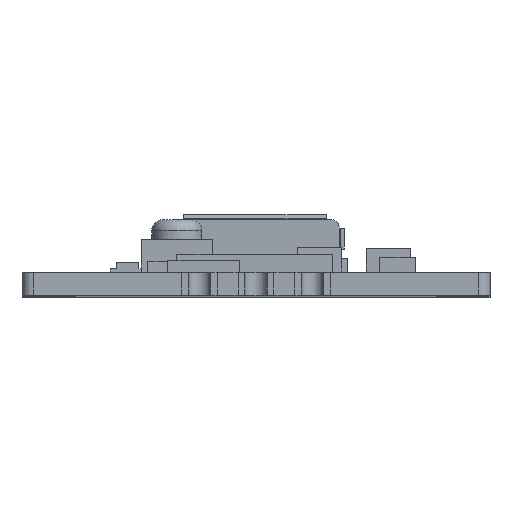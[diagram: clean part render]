
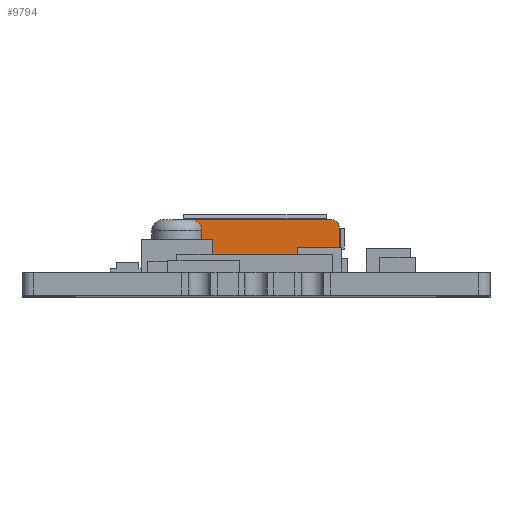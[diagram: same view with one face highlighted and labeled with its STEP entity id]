
A CAD part, top view. The second image highlights one B-rep face of the part: STEP entity #9794.
In plain terms, the highlighted face is planar.
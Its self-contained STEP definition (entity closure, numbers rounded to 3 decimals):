
#516=PLANE('',#10800);
#967=FACE_OUTER_BOUND('',#1540,.T.);
#1540=EDGE_LOOP('',(#8616,#8617,#8618,#8619,#8620,#8621,#8622,#8623,#8624,
#8625,#8626,#8627));
#2334=LINE('',#16349,#3279);
#2339=LINE('',#16363,#3284);
#2343=LINE('',#16375,#3288);
#2347=LINE('',#16387,#3292);
#2351=LINE('',#16399,#3296);
#2355=LINE('',#16411,#3300);
#3279=VECTOR('',#13047,1000.);
#3284=VECTOR('',#13060,1000.);
#3288=VECTOR('',#13072,1000.);
#3292=VECTOR('',#13084,1000.);
#3296=VECTOR('',#13096,1000.);
#3300=VECTOR('',#13108,1000.);
#3937=CIRCLE('',#10778,0.4);
#3939=CIRCLE('',#10782,0.4);
#3941=CIRCLE('',#10786,0.4);
#3943=CIRCLE('',#10790,0.4);
#3945=CIRCLE('',#10794,0.4);
#3947=CIRCLE('',#10798,0.4);
#4759=VERTEX_POINT('',#16347);
#4760=VERTEX_POINT('',#16348);
#4763=VERTEX_POINT('',#16356);
#4765=VERTEX_POINT('',#16362);
#4767=VERTEX_POINT('',#16368);
#4769=VERTEX_POINT('',#16374);
#4771=VERTEX_POINT('',#16380);
#4773=VERTEX_POINT('',#16386);
#4775=VERTEX_POINT('',#16392);
#4777=VERTEX_POINT('',#16398);
#4779=VERTEX_POINT('',#16404);
#4781=VERTEX_POINT('',#16410);
#6066=EDGE_CURVE('',#4759,#4760,#2334,.T.);
#6070=EDGE_CURVE('',#4763,#4759,#3937,.T.);
#6073=EDGE_CURVE('',#4765,#4763,#2339,.T.);
#6076=EDGE_CURVE('',#4767,#4765,#3939,.T.);
#6079=EDGE_CURVE('',#4769,#4767,#2343,.T.);
#6082=EDGE_CURVE('',#4771,#4769,#3941,.T.);
#6085=EDGE_CURVE('',#4773,#4771,#2347,.T.);
#6088=EDGE_CURVE('',#4775,#4773,#3943,.T.);
#6091=EDGE_CURVE('',#4777,#4775,#2351,.T.);
#6094=EDGE_CURVE('',#4779,#4777,#3945,.T.);
#6097=EDGE_CURVE('',#4781,#4779,#2355,.T.);
#6100=EDGE_CURVE('',#4760,#4781,#3947,.T.);
#8616=ORIENTED_EDGE('',*,*,#6100,.F.);
#8617=ORIENTED_EDGE('',*,*,#6066,.F.);
#8618=ORIENTED_EDGE('',*,*,#6070,.F.);
#8619=ORIENTED_EDGE('',*,*,#6073,.F.);
#8620=ORIENTED_EDGE('',*,*,#6076,.F.);
#8621=ORIENTED_EDGE('',*,*,#6079,.F.);
#8622=ORIENTED_EDGE('',*,*,#6082,.F.);
#8623=ORIENTED_EDGE('',*,*,#6085,.F.);
#8624=ORIENTED_EDGE('',*,*,#6088,.F.);
#8625=ORIENTED_EDGE('',*,*,#6091,.F.);
#8626=ORIENTED_EDGE('',*,*,#6094,.F.);
#8627=ORIENTED_EDGE('',*,*,#6097,.F.);
#9794=ADVANCED_FACE('',(#967),#516,.F.);
#10778=AXIS2_PLACEMENT_3D('',#16357,#13053,#13054);
#10782=AXIS2_PLACEMENT_3D('',#16369,#13065,#13066);
#10786=AXIS2_PLACEMENT_3D('',#16381,#13077,#13078);
#10790=AXIS2_PLACEMENT_3D('',#16393,#13089,#13090);
#10794=AXIS2_PLACEMENT_3D('',#16405,#13101,#13102);
#10798=AXIS2_PLACEMENT_3D('',#16416,#13113,#13114);
#10800=AXIS2_PLACEMENT_3D('',#16418,#13117,#13118);
#13047=DIRECTION('',(0.665,-0.747,0.));
#13053=DIRECTION('center_axis',(0.,0.,1.));
#13054=DIRECTION('ref_axis',(1.,0.,0.));
#13060=DIRECTION('',(0.,-1.,0.));
#13065=DIRECTION('center_axis',(0.,0.,1.));
#13066=DIRECTION('ref_axis',(-1.,0.,0.));
#13072=DIRECTION('',(-1.,0.,0.));
#13077=DIRECTION('center_axis',(0.,0.,1.));
#13078=DIRECTION('ref_axis',(1.,0.,0.));
#13084=DIRECTION('',(0.,1.,0.));
#13089=DIRECTION('center_axis',(0.,0.,1.));
#13090=DIRECTION('ref_axis',(-1.,0.,0.));
#13096=DIRECTION('',(0.665,0.747,0.));
#13101=DIRECTION('center_axis',(0.,0.,1.));
#13102=DIRECTION('ref_axis',(-1.,0.,0.));
#13108=DIRECTION('',(1.,0.,0.));
#13113=DIRECTION('center_axis',(0.,0.,1.));
#13114=DIRECTION('ref_axis',(1.,0.,0.));
#13117=DIRECTION('center_axis',(0.,0.,1.));
#13118=DIRECTION('ref_axis',(1.,0.,0.));
#16347=CARTESIAN_POINT('',(-3.689,-0.234,-2.5));
#16348=CARTESIAN_POINT('',(-2.894,-1.126,-2.5));
#16349=CARTESIAN_POINT('',(-3.689,-0.234,-2.5));
#16356=CARTESIAN_POINT('',(-3.79,0.032,-2.5));
#16357=CARTESIAN_POINT('Origin',(-3.39,0.032,-2.5));
#16362=CARTESIAN_POINT('',(-3.79,0.86,-2.5));
#16363=CARTESIAN_POINT('',(-3.79,0.86,-2.5));
#16368=CARTESIAN_POINT('',(-3.39,1.26,-2.5));
#16369=CARTESIAN_POINT('Origin',(-3.39,0.86,-2.5));
#16374=CARTESIAN_POINT('',(3.39,1.26,-2.5));
#16375=CARTESIAN_POINT('',(-3.39,1.26,-2.5));
#16380=CARTESIAN_POINT('',(3.79,0.86,-2.5));
#16381=CARTESIAN_POINT('Origin',(3.39,0.86,-2.5));
#16386=CARTESIAN_POINT('',(3.79,0.032,-2.5));
#16387=CARTESIAN_POINT('',(3.79,0.86,-2.5));
#16392=CARTESIAN_POINT('',(3.689,-0.234,-2.5));
#16393=CARTESIAN_POINT('Origin',(3.39,0.032,-2.5));
#16398=CARTESIAN_POINT('',(2.894,-1.126,-2.5));
#16399=CARTESIAN_POINT('',(3.689,-0.234,-2.5));
#16404=CARTESIAN_POINT('',(2.596,-1.26,-2.5));
#16405=CARTESIAN_POINT('Origin',(2.596,-0.86,-2.5));
#16410=CARTESIAN_POINT('',(-2.596,-1.26,-2.5));
#16411=CARTESIAN_POINT('',(-2.596,-1.26,-2.5));
#16416=CARTESIAN_POINT('Origin',(-2.596,-0.86,-2.5));
#16418=CARTESIAN_POINT('Origin',(-2.596,-0.86,-2.5));
